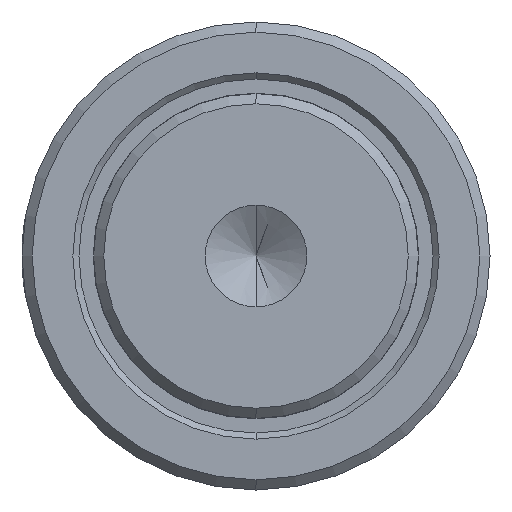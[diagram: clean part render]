
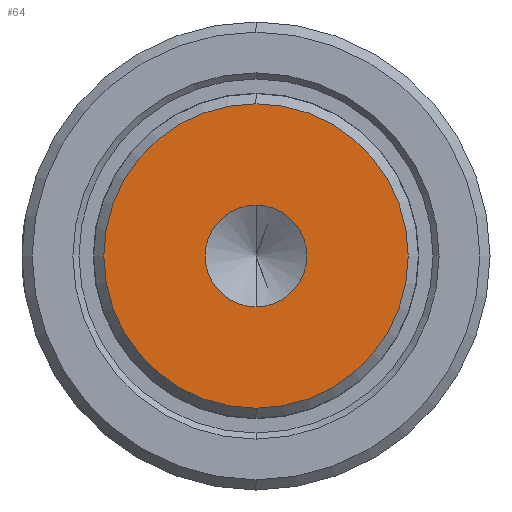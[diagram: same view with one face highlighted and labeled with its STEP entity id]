
A CAD part, left-side view. The second image highlights one B-rep face of the part: STEP entity #64.
In plain terms, the highlighted planar face has unit normal (-1, 0, 0).
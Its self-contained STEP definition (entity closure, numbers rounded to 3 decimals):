
#9 = DIRECTION ( 'NONE',  ( -1., 0., 0. ) ) ;
#18 = CARTESIAN_POINT ( 'NONE',  ( 0., 0., 0. ) ) ;
#19 = EDGE_LOOP ( 'NONE', ( #135, #1354 ) ) ;
#40 = VERTEX_POINT ( 'NONE', #1316 ) ;
#44 = EDGE_LOOP ( 'NONE', ( #796, #1636 ) ) ;
#50 = VERTEX_POINT ( 'NONE', #190 ) ;
#64 = ADVANCED_FACE ( 'NONE', ( #468, #1239 ), #1732, .T. ) ;
#118 = VERTEX_POINT ( 'NONE', #452 ) ;
#135 = ORIENTED_EDGE ( 'NONE', *, *, #555, .F. ) ;
#190 = CARTESIAN_POINT ( 'NONE',  ( 0., 0., -7.48 ) ) ;
#218 = AXIS2_PLACEMENT_3D ( 'NONE', #1213, #789, #862 ) ;
#384 = AXIS2_PLACEMENT_3D ( 'NONE', #1586, #601, #1459 ) ;
#393 = CARTESIAN_POINT ( 'NONE',  ( 0., 0., 0. ) ) ;
#452 = CARTESIAN_POINT ( 'NONE',  ( 0., 0., -2.5 ) ) ;
#460 = EDGE_CURVE ( 'NONE', #50, #40, #1782, .T. ) ;
#468 = FACE_OUTER_BOUND ( 'NONE', #44, .T. ) ;
#497 = DIRECTION ( 'NONE',  ( -1., 0., 0. ) ) ;
#540 = DIRECTION ( 'NONE',  ( 0., 0., 1. ) ) ;
#555 = EDGE_CURVE ( 'NONE', #772, #118, #1285, .T. ) ;
#601 = DIRECTION ( 'NONE',  ( -1., 0., 0. ) ) ;
#649 = CARTESIAN_POINT ( 'NONE',  ( 0., 0., 2.5 ) ) ;
#718 = EDGE_CURVE ( 'NONE', #118, #772, #1801, .T. ) ;
#772 = VERTEX_POINT ( 'NONE', #649 ) ;
#779 = AXIS2_PLACEMENT_3D ( 'NONE', #393, #1399, #540 ) ;
#789 = DIRECTION ( 'NONE',  ( -1., 0., 0. ) ) ;
#792 = CIRCLE ( 'NONE', #779, 7.48 ) ;
#796 = ORIENTED_EDGE ( 'NONE', *, *, #460, .T. ) ;
#862 = DIRECTION ( 'NONE',  ( 0., 0., 1. ) ) ;
#875 = EDGE_CURVE ( 'NONE', #40, #50, #792, .T. ) ;
#990 = AXIS2_PLACEMENT_3D ( 'NONE', #1360, #497, #1489 ) ;
#1213 = CARTESIAN_POINT ( 'NONE',  ( 0., 0., 0. ) ) ;
#1239 = FACE_BOUND ( 'NONE', #19, .T. ) ;
#1271 = DIRECTION ( 'NONE',  ( 0., 0., 1. ) ) ;
#1285 = CIRCLE ( 'NONE', #218, 2.5 ) ;
#1316 = CARTESIAN_POINT ( 'NONE',  ( 0., 0., 7.48 ) ) ;
#1322 = AXIS2_PLACEMENT_3D ( 'NONE', #18, #9, #1271 ) ;
#1354 = ORIENTED_EDGE ( 'NONE', *, *, #718, .F. ) ;
#1360 = CARTESIAN_POINT ( 'NONE',  ( 0., 0., 0. ) ) ;
#1399 = DIRECTION ( 'NONE',  ( -1., 0., 0. ) ) ;
#1459 = DIRECTION ( 'NONE',  ( 0., 0., 1. ) ) ;
#1489 = DIRECTION ( 'NONE',  ( 0., 0., 1. ) ) ;
#1586 = CARTESIAN_POINT ( 'NONE',  ( 0., 0., 0. ) ) ;
#1636 = ORIENTED_EDGE ( 'NONE', *, *, #875, .T. ) ;
#1732 = PLANE ( 'NONE',  #384 ) ;
#1782 = CIRCLE ( 'NONE', #1322, 7.48 ) ;
#1801 = CIRCLE ( 'NONE', #990, 2.5 ) ;
